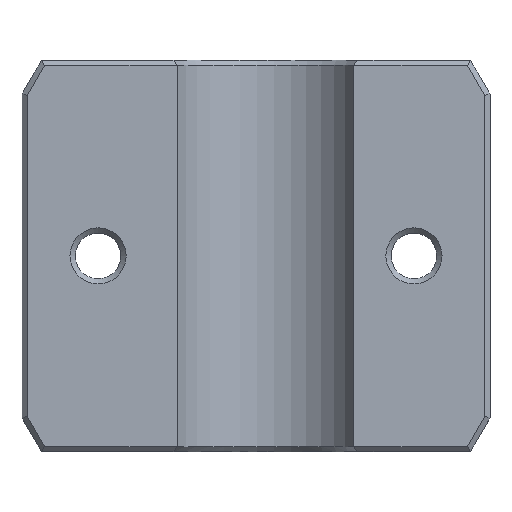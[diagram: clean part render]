
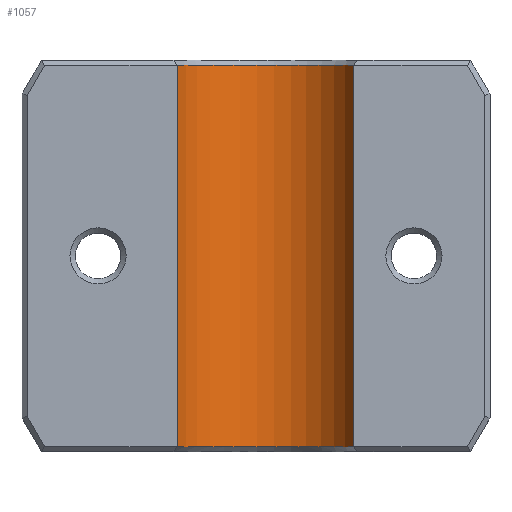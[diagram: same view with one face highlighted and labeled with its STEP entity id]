
A CAD part, top view. The second image highlights one B-rep face of the part: STEP entity #1057.
In plain terms, the highlighted cylindrical face has radius 7.5 mm (diameter 15 mm), a partial arc.
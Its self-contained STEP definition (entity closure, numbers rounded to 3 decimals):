
#22=CYLINDRICAL_SURFACE('',#1161,7.5);
#102=FACE_OUTER_BOUND('',#170,.T.);
#170=EDGE_LOOP('',(#841,#842,#843,#844));
#236=LINE('',#1612,#354);
#264=LINE('',#1694,#382);
#354=VECTOR('',#1292,10.);
#382=VECTOR('',#1354,10.);
#470=CIRCLE('',#1150,7.5);
#473=CIRCLE('',#1157,7.5);
#517=VERTEX_POINT('',#1608);
#519=VERTEX_POINT('',#1611);
#528=VERTEX_POINT('',#1642);
#539=VERTEX_POINT('',#1677);
#615=EDGE_CURVE('',#517,#519,#236,.T.);
#636=EDGE_CURVE('',#519,#528,#470,.T.);
#648=EDGE_CURVE('',#539,#517,#473,.T.);
#651=EDGE_CURVE('',#528,#539,#264,.T.);
#841=ORIENTED_EDGE('',*,*,#648,.F.);
#842=ORIENTED_EDGE('',*,*,#651,.F.);
#843=ORIENTED_EDGE('',*,*,#636,.F.);
#844=ORIENTED_EDGE('',*,*,#615,.F.);
#1057=ADVANCED_FACE('',(#102),#22,.F.);
#1150=AXIS2_PLACEMENT_3D('',#1660,#1325,#1326);
#1157=AXIS2_PLACEMENT_3D('',#1686,#1347,#1348);
#1161=AXIS2_PLACEMENT_3D('',#1697,#1357,#1358);
#1292=DIRECTION('',(0.,-1.,0.));
#1325=DIRECTION('center_axis',(0.,1.,0.));
#1326=DIRECTION('ref_axis',(0.,0.,-1.));
#1347=DIRECTION('center_axis',(0.,-1.,0.));
#1348=DIRECTION('ref_axis',(0.,0.,-1.));
#1354=DIRECTION('',(0.,1.,0.));
#1357=DIRECTION('center_axis',(0.,1.,0.));
#1358=DIRECTION('ref_axis',(0.,0.,-1.));
#1608=CARTESIAN_POINT('',(7.484,14.6,7.6));
#1611=CARTESIAN_POINT('',(7.484,-14.6,7.6));
#1612=CARTESIAN_POINT('',(7.484,0.,7.6));
#1642=CARTESIAN_POINT('',(-6.034,-14.6,7.6));
#1660=CARTESIAN_POINT('Origin',(0.725,-14.6,10.85));
#1677=CARTESIAN_POINT('',(-6.034,14.6,7.6));
#1686=CARTESIAN_POINT('Origin',(0.725,14.6,10.85));
#1694=CARTESIAN_POINT('',(-6.034,0.,7.6));
#1697=CARTESIAN_POINT('Origin',(0.725,0.,
10.85));
